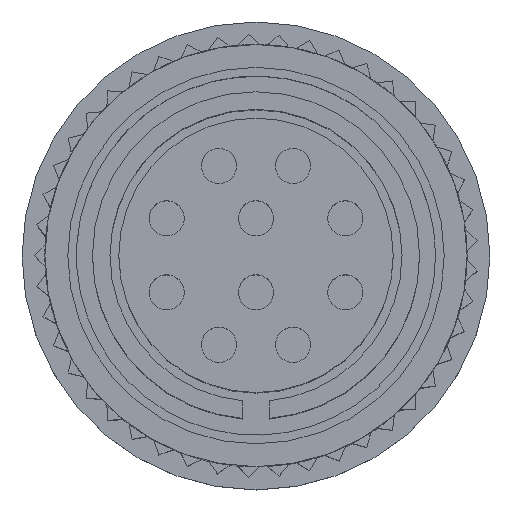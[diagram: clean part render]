
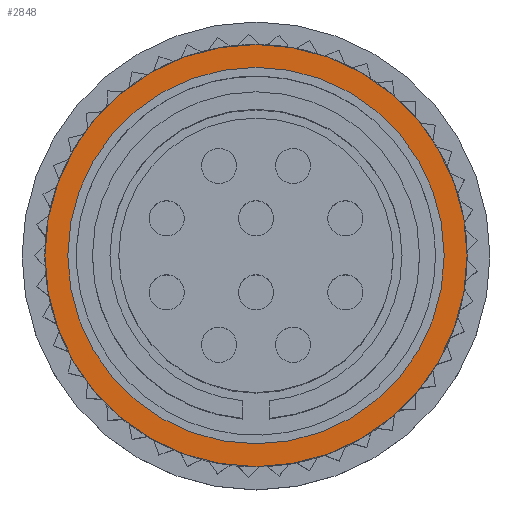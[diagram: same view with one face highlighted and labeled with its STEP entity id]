
A CAD part, top view. The second image highlights one B-rep face of the part: STEP entity #2848.
In plain terms, the highlighted planar face has unit normal (0, 0, 1).
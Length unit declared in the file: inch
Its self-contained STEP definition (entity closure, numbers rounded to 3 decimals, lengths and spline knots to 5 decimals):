
#56 = VERTEX_POINT ( 'NONE', #7891 ) ;
#996 = CARTESIAN_POINT ( 'NONE',  ( 0.6, 0., 0.755 ) ) ;
#1449 = EDGE_LOOP ( 'NONE', ( #7765, #9424 ) ) ;
#1487 = ORIENTED_EDGE ( 'NONE', *, *, #6165, .F. ) ;
#1715 = PLANE ( 'NONE',  #6390 ) ;
#1750 = DIRECTION ( 'NONE',  ( 0., 0., 1. ) ) ;
#1941 = AXIS2_PLACEMENT_3D ( 'NONE', #6775, #1750, #7604 ) ;
#2027 = DIRECTION ( 'NONE',  ( 0., 0., 1. ) ) ;
#2549 = DIRECTION ( 'NONE',  ( 0., 0., 1. ) ) ;
#2567 = VERTEX_POINT ( 'NONE', #996 ) ;
#2848 = ADVANCED_FACE ( 'NONE', ( #4825, #9295 ), #1715, .T. ) ;
#2983 = CARTESIAN_POINT ( 'NONE',  ( 0., 0., 0.755 ) ) ;
#3048 = VERTEX_POINT ( 'NONE', #8701 ) ;
#3065 = EDGE_CURVE ( 'NONE', #2567, #3337, #9456, .T. ) ;
#3337 = VERTEX_POINT ( 'NONE', #7773 ) ;
#3823 = DIRECTION ( 'NONE',  ( 1., 0., 0. ) ) ;
#3886 = AXIS2_PLACEMENT_3D ( 'NONE', #2983, #8867, #3823 ) ;
#3918 = AXIS2_PLACEMENT_3D ( 'NONE', #7050, #2027, #7894 ) ;
#4274 = DIRECTION ( 'NONE',  ( 0., 0., 1. ) ) ;
#4825 = FACE_OUTER_BOUND ( 'NONE', #1449, .T. ) ;
#5146 = EDGE_LOOP ( 'NONE', ( #7037, #1487 ) ) ;
#5290 = EDGE_CURVE ( 'NONE', #3337, #2567, #10034, .T. ) ;
#5595 = AXIS2_PLACEMENT_3D ( 'NONE', #9293, #4274, #10144 ) ;
#6019 = CIRCLE ( 'NONE', #5595, 0.535 ) ;
#6062 = CIRCLE ( 'NONE', #1941, 0.535 ) ;
#6165 = EDGE_CURVE ( 'NONE', #3048, #56, #6062, .T. ) ;
#6390 = AXIS2_PLACEMENT_3D ( 'NONE', #6740, #2549, #8416 ) ;
#6740 = CARTESIAN_POINT ( 'NONE',  ( 0., 0., 0.755 ) ) ;
#6775 = CARTESIAN_POINT ( 'NONE',  ( 0., 0., 0.755 ) ) ;
#7037 = ORIENTED_EDGE ( 'NONE', *, *, #9491, .F. ) ;
#7050 = CARTESIAN_POINT ( 'NONE',  ( 0., 0., 0.755 ) ) ;
#7604 = DIRECTION ( 'NONE',  ( 1., 0., 0. ) ) ;
#7765 = ORIENTED_EDGE ( 'NONE', *, *, #5290, .T. ) ;
#7773 = CARTESIAN_POINT ( 'NONE',  ( -0.6, 0., 0.755 ) ) ;
#7891 = CARTESIAN_POINT ( 'NONE',  ( -0.535, 0., 0.755 ) ) ;
#7894 = DIRECTION ( 'NONE',  ( 1., 0., 0. ) ) ;
#8416 = DIRECTION ( 'NONE',  ( 1., 0., 0. ) ) ;
#8701 = CARTESIAN_POINT ( 'NONE',  ( 0.535, 0., 0.755 ) ) ;
#8867 = DIRECTION ( 'NONE',  ( 0., 0., 1. ) ) ;
#9293 = CARTESIAN_POINT ( 'NONE',  ( 0., 0., 0.755 ) ) ;
#9295 = FACE_BOUND ( 'NONE', #5146, .T. ) ;
#9424 = ORIENTED_EDGE ( 'NONE', *, *, #3065, .T. ) ;
#9456 = CIRCLE ( 'NONE', #3918, 0.6 ) ;
#9491 = EDGE_CURVE ( 'NONE', #56, #3048, #6019, .T. ) ;
#10034 = CIRCLE ( 'NONE', #3886, 0.6 ) ;
#10144 = DIRECTION ( 'NONE',  ( 1., 0., 0. ) ) ;
